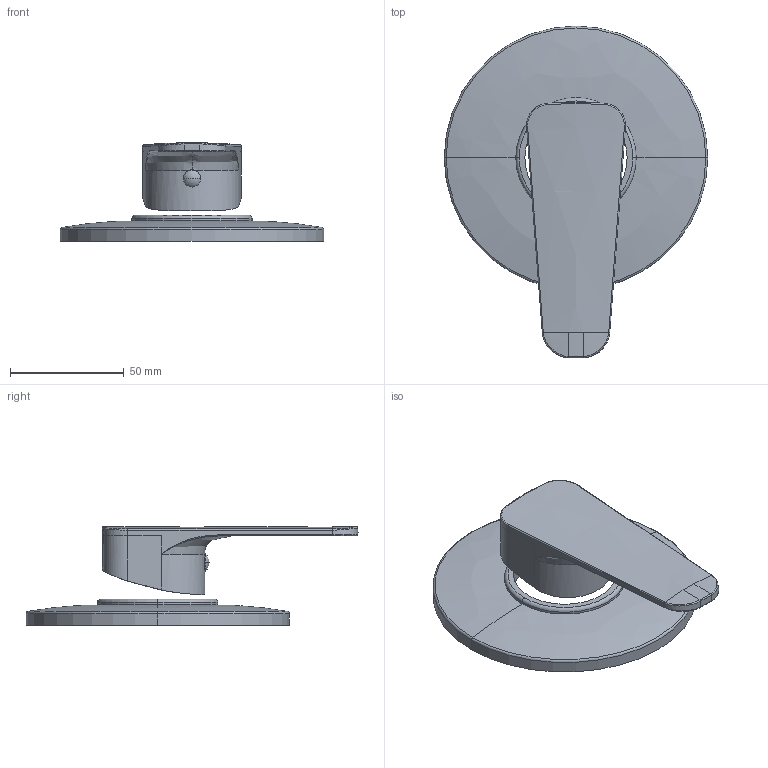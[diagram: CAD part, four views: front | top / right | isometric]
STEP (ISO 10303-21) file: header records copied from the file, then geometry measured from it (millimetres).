
FILE_DESCRIPTION((''),'2;1');
FILE_NAME('SY010CREST','2021-11-09T09:05:41',('ut3'),('PAFFONI SpA'),'CREO PARAMETRIC BY PTC INC, 2020044','CREO PARAMETRIC BY PTC INC, 2020044','');
FILE_SCHEMA(('CONFIG_CONTROL_DESIGN','SHAPE_APPEARANCE_LAYERS_GROUPS'));
Length unit declared in the file: millimetre
Products named in the file (1): SY010CREST
Bounding box: 116 x 146.18 x 43.5 mm (x, y, z)
Volume: 34999.8 mm3; surface area: 41669.8 mm2
Topology: 2 solids, 3 shells, 165 faces, 402 edges, 244 vertices
Faces by surface type: bspline 49, cylinder 48, plane 47, cone 11, torus 6, extrusion 2, sphere 2
Entity records: 10188 total; most frequent: CARTESIAN_POINT 5418, ORIENTED_EDGE 800, DIRECTION 621, EDGE_CURVE 400, VERTEX_POINT 244, AXIS2_PLACEMENT_3D 222, EDGE_LOOP 184, VECTOR 177
